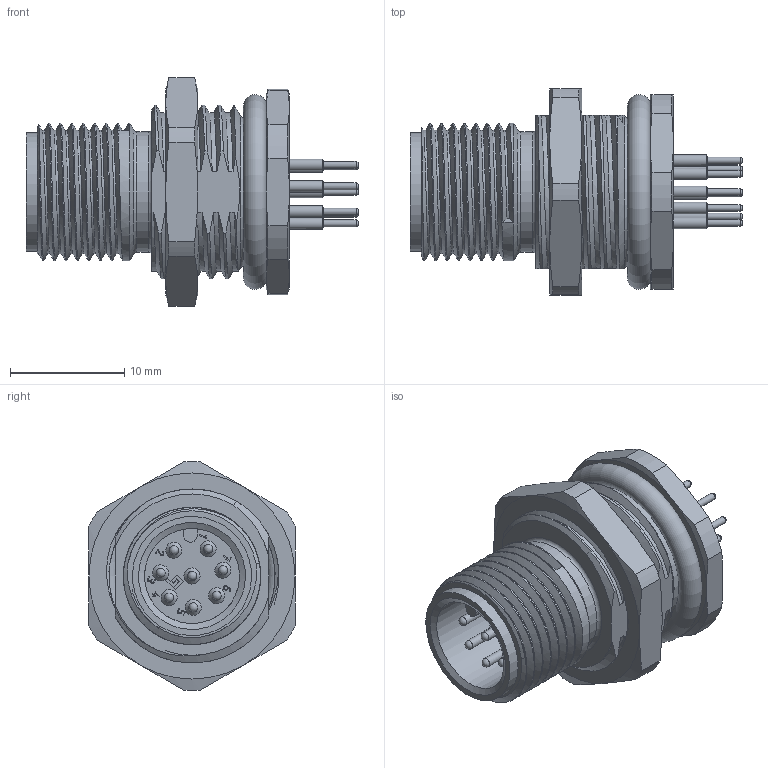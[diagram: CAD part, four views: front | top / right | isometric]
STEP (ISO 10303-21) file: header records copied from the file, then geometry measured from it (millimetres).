
FILE_DESCRIPTION(/* description */ (''),/* implementation_level */ '2;1');
FILE_NAME(/* name */ '86 2531 1100 00008 001_00-Flanschstecker.stp',/* time_stamp */ '2017-09-04T08:40:59+02:00',/* author */ (''),/* organization */ (''),/* preprocessor_version */ 'ST-DEVELOPER v16',/* originating_system */ 'SIEMENS PLM Software NX 11.0',/* authorisation */ '');
FILE_SCHEMA (('AUTOMOTIVE_DESIGN { 1 0 10303 214 3 1 1 1 }'));
Length unit declared in the file: millimetre
Products named in the file (1): smag02B05960qmg8
Bounding box: 29 x 18 x 19.99 mm (x, y, z)
Volume: 2658.5 mm3; surface area: 3836 mm2
Topology: 2 solids, 5 shells, 301 faces, 751 edges, 480 vertices
Faces by surface type: plane 85, cylinder 83, cone 56, extrusion 33, bspline 30, sphere 8, torus 6
Full cylindrical faces by diameter (mm): 0.6 x8, 0.8 x8, 1 x8, 8.3 x1, 9.25 x2, 9.3 x2, 10.4 x1, 10.5 x1, 12 x7, 13 x2
Entity records: 20202 total; most frequent: CARTESIAN_POINT 14238, ORIENTED_EDGE 1216, DIRECTION 1009, EDGE_CURVE 608, VERTEX_POINT 430, EDGE_LOOP 408, AXIS2_PLACEMENT_3D 402, B_SPLINE_CURVE_WITH_KNOTS 299
